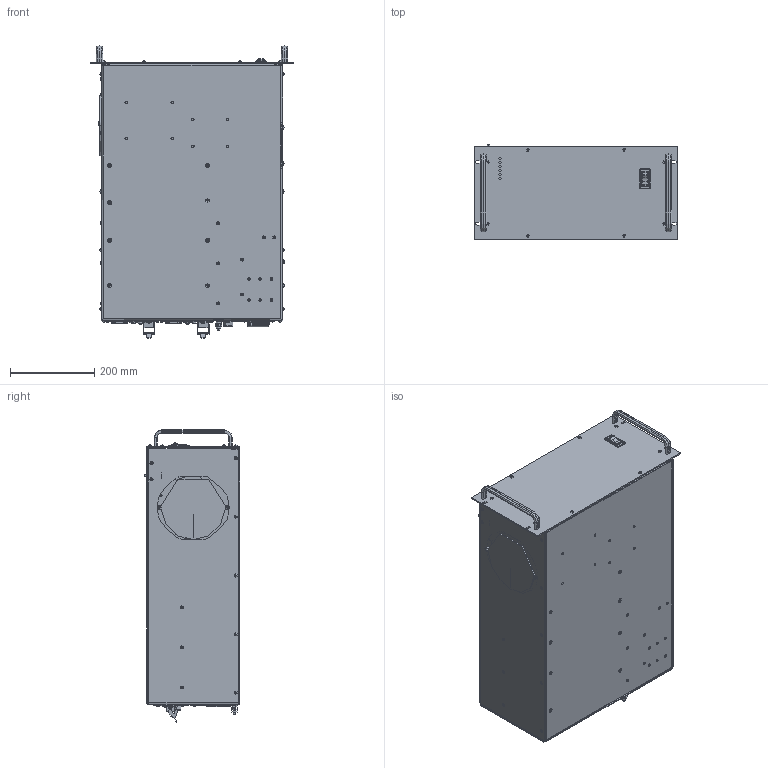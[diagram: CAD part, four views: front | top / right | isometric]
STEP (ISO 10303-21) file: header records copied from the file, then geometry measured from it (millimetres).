
FILE_DESCRIPTION (( 'STEP AP203' ), '1' );
FILE_NAME ('SVA-10_POWER_SUPPLY_2021.STEP', '2021-01-21T23:55:36', ( 'admin' ), ( 'Microsoft' ), 'SwSTEP 2.0', 'SolidWorks 2016', '' );
FILE_SCHEMA (( 'CONFIG_CONTROL_DESIGN' ));
Length unit declared in the file: metre
Products named in the file (2): SVA-10_POWER_SUPPLY; SVA-10_POWER_SUPPLY_2021
Assembly tree (1 placements, depth 2):
  SVA-10_POWER_SUPPLY_2021
    SVA-10_POWER_SUPPLY
Bounding box: 482.6 x 227.01 x 693.55 mm (x, y, z)
Topology: 0 solids, 560 shells, 3105 faces, 14755 edges, 11820 vertices
Faces by surface type: plane 1398, cylinder 1082, cone 310, bspline 303, torus 12
Full cylindrical faces by diameter (mm): 6.858 x1, 7.493 x1
Entity records: 275510 total; most frequent: CARTESIAN_POINT 168882, ORIENTED_EDGE 19552, DIRECTION 17561, EDGE_CURVE 14652, VERTEX_POINT 11815, VECTOR 6351, LINE 6351, AXIS2_PLACEMENT_3D 5605
